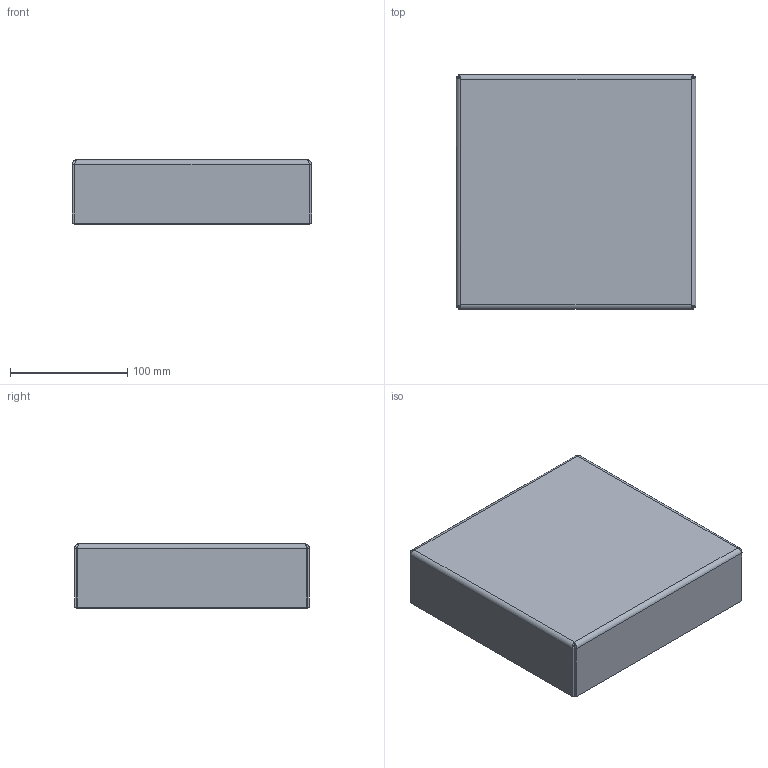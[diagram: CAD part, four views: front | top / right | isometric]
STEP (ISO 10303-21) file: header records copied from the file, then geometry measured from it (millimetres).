
FILE_DESCRIPTION(/* description */ (''),/* implementation_level */ '2;1');
FILE_NAME(/* name */ 'SVMN020200 E.stp',/* time_stamp */ '2025-03-19T13:50:13+01:00',/* author */ ('CR'),/* organization */ (''),/* preprocessor_version */ 'ST-DEVELOPER v18.1',/* originating_system */ 'Autodesk Inventor 2021',/* authorisation */ '');
FILE_SCHEMA (('AUTOMOTIVE_DESIGN { 1 0 10303 214 3 1 1 }'));
Length unit declared in the file: millimetre
Products named in the file (1): Part1
Bounding box: 204 x 200 x 55 mm (x, y, z)
Volume: 283059.4 mm3; surface area: 244726.4 mm2
Topology: 1 solids, 1 shells, 64 faces, 153 edges, 89 vertices
Faces by surface type: plane 32, cylinder 20, bspline 8, cone 4
Full cylindrical faces by diameter (mm): 6.647 x4, 12 x4
Entity records: 2114 total; most frequent: CARTESIAN_POINT 588, ORIENTED_EDGE 298, DIRECTION 266, EDGE_CURVE 149, LINE 104, VECTOR 104, VERTEX_POINT 89, AXIS2_PLACEMENT_3D 81
